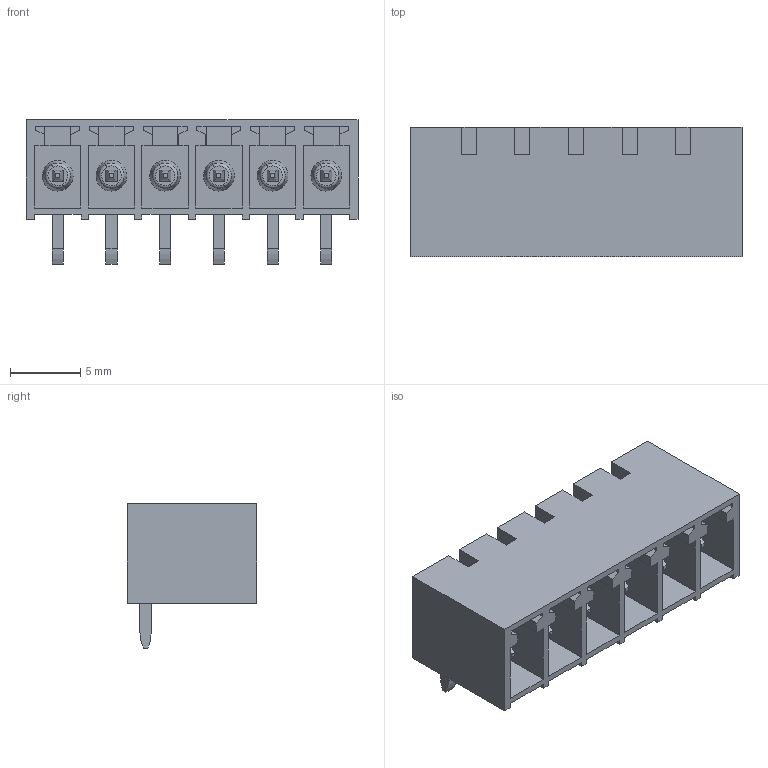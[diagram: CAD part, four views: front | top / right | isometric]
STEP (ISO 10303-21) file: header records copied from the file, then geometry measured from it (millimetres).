
FILE_DESCRIPTION(('CATIA V5 STEP Exchange','CAx-IF Rec.Pracs.--- Model Styling and Organization---1.2---2011-12-15'),'2;1');
FILE_NAME ('D1457656_0_1862880000_1862880000.stp','2018-10-12T05:59:31+00:00',('none'),('Weidmueller'),'CATIA Version 5-6 Release 2014','CATIA V5 STEP AP214','none');
FILE_SCHEMA(('AUTOMOTIVE_DESIGN { 1 0 10303 214 1 1 1 1 }'));
Length unit declared in the file: millimetre
Products named in the file (1): 1862880000
Bounding box: 23.55 x 9.2 x 10.27 mm (x, y, z)
Volume: 611 mm3; surface area: 2289.5 mm2
Topology: 7 solids, 7 shells, 442 faces, 1262 edges, 852 vertices
Faces by surface type: plane 336, cylinder 82, torus 12, cone 12
Entity records: 13163 total; most frequent: ORIENTED_EDGE 2524, CARTESIAN_POINT 2419, DIRECTION 1702, EDGE_CURVE 1262, VECTOR 1050, LINE 1050, VERTEX_POINT 852, EDGE_LOOP 472
